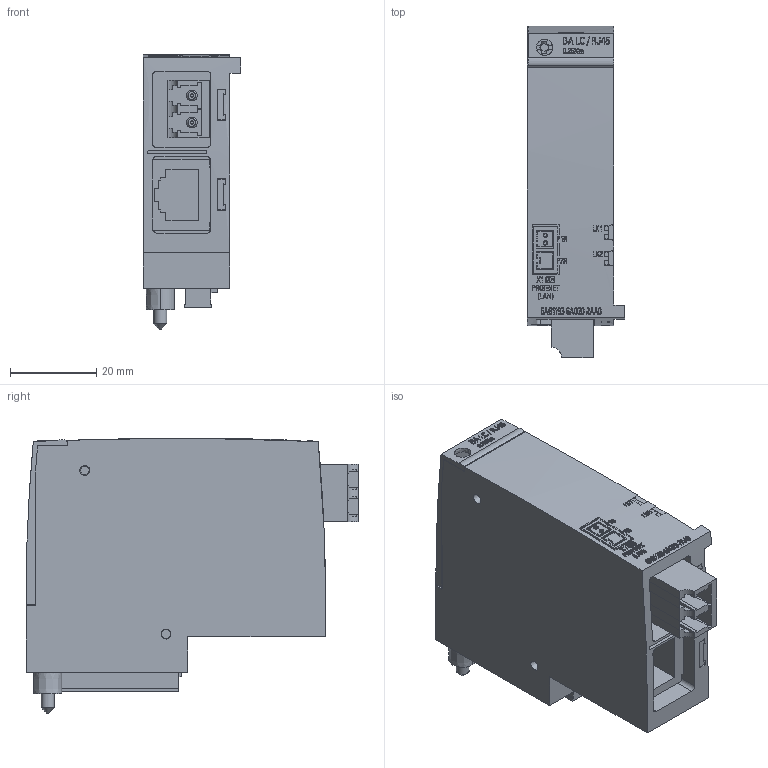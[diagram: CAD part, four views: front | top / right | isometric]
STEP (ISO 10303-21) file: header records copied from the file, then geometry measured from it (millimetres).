
FILE_DESCRIPTION(/* description */ (''),/* implementation_level */ '2;1');
FILE_NAME(/* name */ '6AG1193-6AG20-2AA0_3d.stp',/* time_stamp */ '2024-12-26T10:53:26+08:00',/* author */ (''),/* organization */ (''),/* preprocessor_version */ 'ST-DEVELOPER v18.101',/* originating_system */ 'SIEMENS PLM Software NX 2008',/* authorisation */ '');
FILE_SCHEMA (('AUTOMOTIVE_DESIGN { 1 0 10303 214 3 1 1 1 }'));
Products named in the file (3): A5E54280694A_RS-AA_001_1-Labeling; A5E51653600A_RS-AA_001_2-Box; A5E54280693A_RS-AA_001_1-CAx_6AG11936AG202AA0
Assembly tree (2 placements, depth 2):
  A5E54280693A_RS-AA_001_1-CAx_6AG11936AG202AA0
    A5E51653600A_RS-AA_001_2-Box
    A5E54280694A_RS-AA_001_1-Labeling
Bounding box: 22.45 x 76.83 x 63.66 mm (x, y, z)
Volume: 53653.1 mm3; surface area: 33742.2 mm2
Topology: 90 solids, 91 shells, 1956 faces, 4871 edges, 3164 vertices
Faces by surface type: plane 1523, cylinder 270, extrusion 154, cone 9
Full cylindrical faces by diameter (mm): 0.7 x2, 0.75 x2, 1 x2, 2 x1, 2.4 x2, 2.5 x2, 3 x1, 3.5 x3, 4 x2, 4.5 x2, 5 x1, 6 x2
Entity records: 80093 total; most frequent: CARTESIAN_POINT 20143, ORIENTED_EDGE 9670, DIRECTION 9277, EDGE_CURVE 4835, VECTOR 3647, LINE 3493, VERTEX_POINT 3155, AXIS2_PLACEMENT_3D 2815
